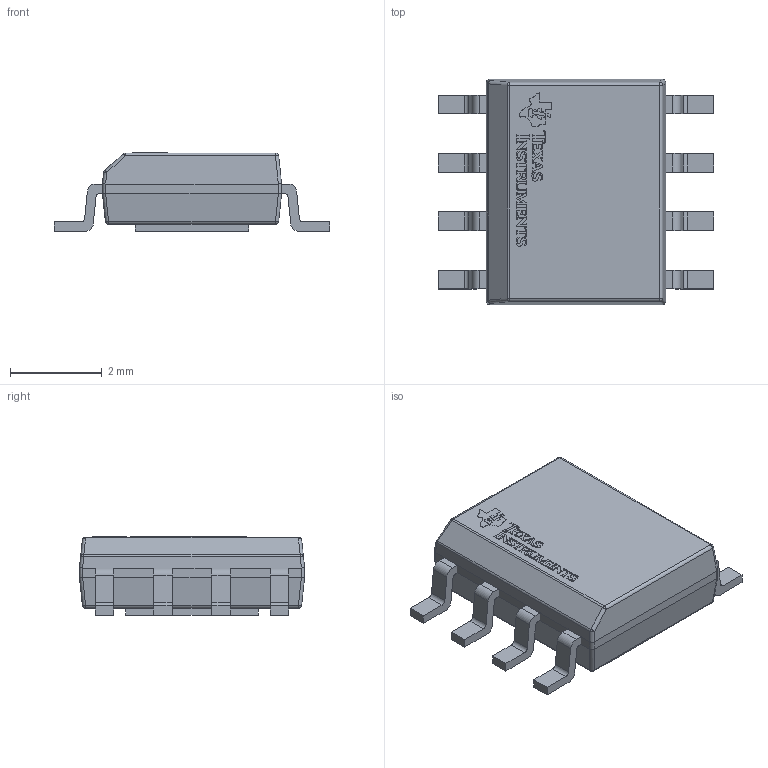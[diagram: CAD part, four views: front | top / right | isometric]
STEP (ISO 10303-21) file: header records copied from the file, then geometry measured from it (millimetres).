
FILE_DESCRIPTION(/* description */ (''),/* implementation_level */ '2;1');
FILE_NAME(/* name */ 'Texas Instruments LMR14030SDDAR - 8-PowerSOIC DDA0008E HSOIC-8.stp',/* time_stamp */ '2019-10-22T07:53:49-04:00',/* author */ ('Ricardo'),/* organization */ (''),/* preprocessor_version */ 'ST-DEVELOPER v18',/* originating_system */ 'Autodesk Inventor 2020',/* authorisation */ '');
FILE_SCHEMA (('AUTOMOTIVE_DESIGN { 1 0 10303 214 3 1 1 }'));
Length unit declared in the file: millimetre
Products named in the file (4): Texas Instruments TPS5450DDAR - 8SOPWRPAD DDA0008J; body; terminals; logo
Assembly tree (3 placements, depth 2):
  Texas Instruments TPS5450DDAR - 8SOPWRPAD DDA0008J
    body
    terminals
    logo
Bounding box: 6 x 4.9 x 1.7 mm (x, y, z)
Volume: 33 mm3; surface area: 106.9 mm2
Topology: 28 solids, 28 shells, 584 faces, 1538 edges, 1010 vertices
Faces by surface type: plane 353, bspline 166, cylinder 55, sphere 10
Entity records: 19120 total; most frequent: CARTESIAN_POINT 5537, ORIENTED_EDGE 3076, DIRECTION 2202, EDGE_CURVE 1538, LINE 1104, VECTOR 1104, VERTEX_POINT 1010, EDGE_LOOP 588
